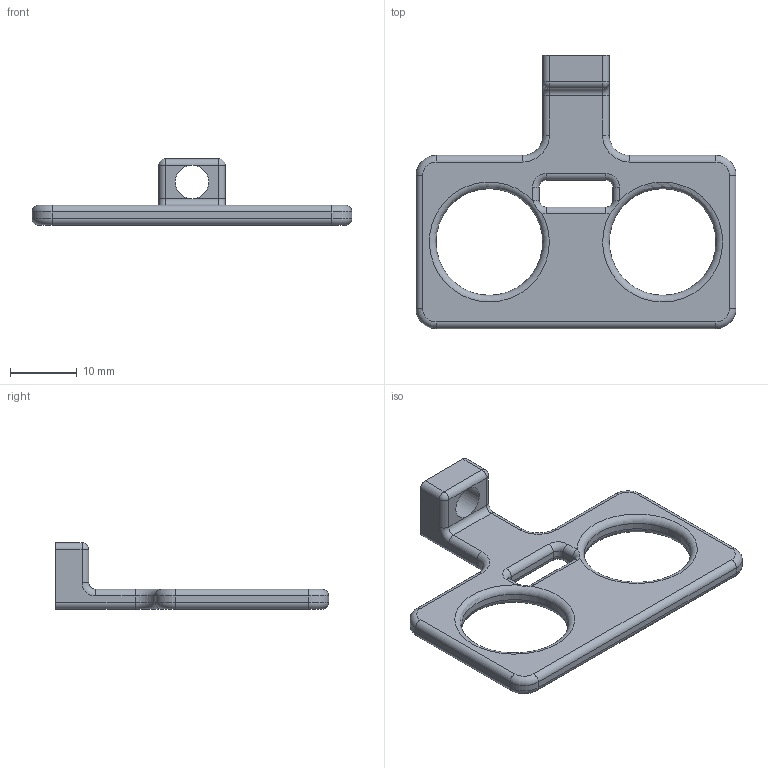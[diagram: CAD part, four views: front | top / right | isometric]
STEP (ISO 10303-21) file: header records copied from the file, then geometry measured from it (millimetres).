
FILE_DESCRIPTION(/* description */ (''),/* implementation_level */ '2;1');
FILE_NAME(/* name */ 'Support Ultrasons v1.step',/* time_stamp */ '2022-11-06T19:51:48+01:00',/* author */ (''),/* organization */ (''),/* preprocessor_version */ 'ST-DEVELOPER v19',/* originating_system */ 'Autodesk Translation Framework v11.7.0.108',/* authorisation */ '');
FILE_SCHEMA (('AUTOMOTIVE_DESIGN { 1 0 10303 214 3 1 1 }'));
Length unit declared in the file: millimetre
Products named in the file (2): Support Ultrasons; Composant1
Assembly tree (1 placements, depth 2):
  Support Ultrasons
    Composant1
Bounding box: 48 x 41 x 10 mm (x, y, z)
Volume: 2970.2 mm3; surface area: 2783.6 mm2
Topology: 1 solids, 1 shells, 86 faces, 215 edges, 126 vertices
Faces by surface type: cylinder 41, torus 26, plane 17, sphere 2
Full cylindrical faces by diameter (mm): 5 x1, 16 x2
Entity records: 2698 total; most frequent: DIRECTION 515, CARTESIAN_POINT 498, ORIENTED_EDGE 430, EDGE_CURVE 215, AXIS2_PLACEMENT_3D 215, CIRCLE 126, VERTEX_POINT 126, EDGE_LOOP 89
